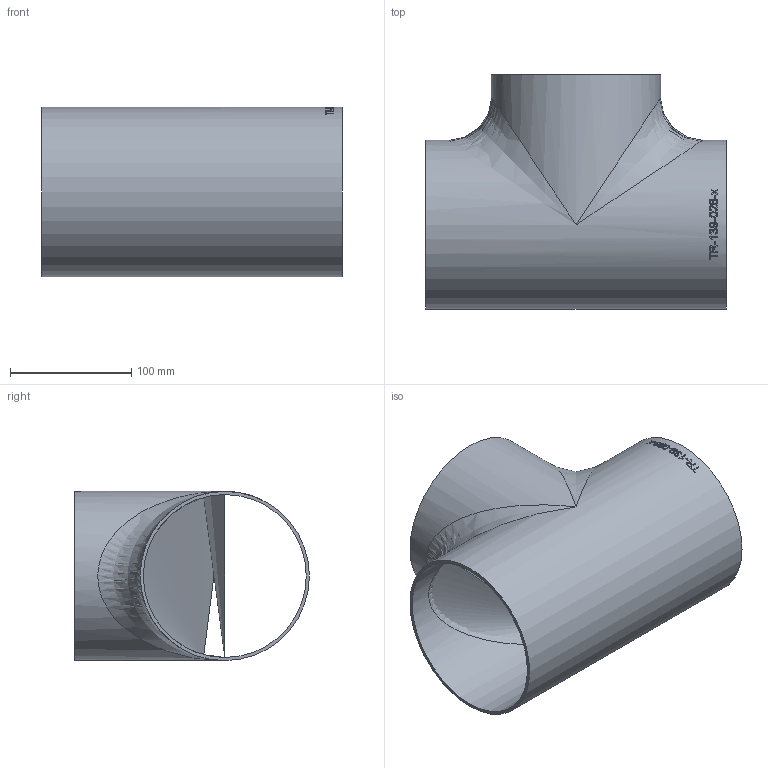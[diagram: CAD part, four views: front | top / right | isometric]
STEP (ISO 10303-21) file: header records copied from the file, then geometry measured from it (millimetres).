
FILE_DESCRIPTION (( 'STEP AP214' ), '1' );
FILE_NAME ('TR-139-026-x T-Stück 139,7x2,6 BL248 1910.STEP', '2019-10-16T07:52:49', ( '' ), ( '' ), 'SwSTEP 2.0', 'SolidWorks 2016', '' );
FILE_SCHEMA (( 'AUTOMOTIVE_DESIGN' ));
Length unit declared in the file: millimetre
Products named in the file (1): TR-139-026-x T-Stück 139,7x2,6 BL248 1910
Bounding box: 248 x 193.85 x 139.7 mm (x, y, z)
Volume: 314009.7 mm3; surface area: 244905.9 mm2
Topology: 1 solids, 1 shells, 159 faces, 427 edges, 276 vertices
Faces by surface type: bspline 94, plane 44, cylinder 21
Full cylindrical faces by diameter (mm): 134.5 x2, 139.7 x2
Entity records: 23275 total; most frequent: CARTESIAN_POINT 18607, ORIENTED_EDGE 814, EDGE_CURVE 407, DIRECTION 303, B_SPLINE_CURVE_WITH_KNOTS 280, VERTEX_POINT 272, EDGE_LOOP 183, FACE_OUTER_BOUND 162
